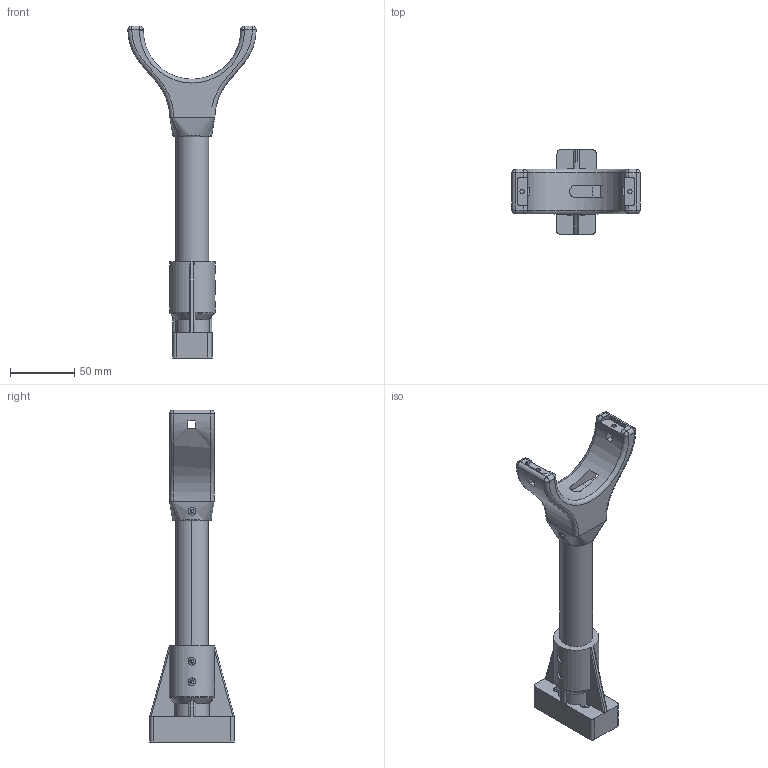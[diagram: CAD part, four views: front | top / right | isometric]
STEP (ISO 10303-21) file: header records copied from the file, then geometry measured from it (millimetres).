
FILE_DESCRIPTION (( 'STEP AP214' ), '1' );
FILE_NAME ('quadcopter_drone_arm.stp', '2026-02-25T22:11:57', ( '' ), ( '' ), 'SwSTEP 2.0', 'SolidWorks 2025', '' );
FILE_SCHEMA (( 'AUTOMOTIVE_DESIGN' ));
Length unit declared in the file: inch
Products named in the file (4): carbon_tube_160mm_25mm_2mm; quadcopter_drone_arm; edf to tube NEW; Tube to Servo Bracket FINAL
Assembly tree (3 placements, depth 2):
  quadcopter_drone_arm
    edf to tube NEW
    carbon_tube_160mm_25mm_2mm
    Tube to Servo Bracket FINAL
Bounding box: 100.07 x 66.13 x 259.05 mm (x, y, z)
Volume: 140752 mm3; surface area: 68065.1 mm2
Topology: 3 solids, 3 shells, 188 faces, 496 edges, 309 vertices
Faces by surface type: cylinder 86, plane 66, bspline 20, sphere 8, torus 5, cone 3
Entity records: 8787 total; most frequent: CARTESIAN_POINT 4161, ORIENTED_EDGE 976, DIRECTION 885, EDGE_CURVE 488, AXIS2_PLACEMENT_3D 340, VERTEX_POINT 309, EDGE_LOOP 223, VECTOR 205
